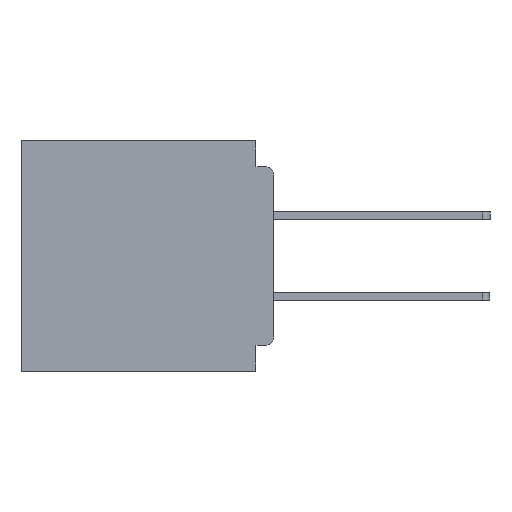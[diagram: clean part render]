
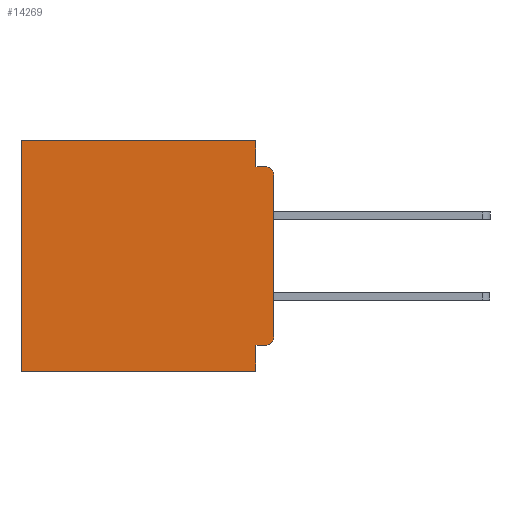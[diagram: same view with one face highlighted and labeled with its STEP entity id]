
A CAD part, left-side view. The second image highlights one B-rep face of the part: STEP entity #14269.
In plain terms, the highlighted planar face has unit normal (-1, 0, 0).
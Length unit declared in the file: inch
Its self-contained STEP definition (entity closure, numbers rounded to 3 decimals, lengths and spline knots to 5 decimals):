
#667 = VECTOR ( 'NONE', #42472, 39.37008 ) ;
#1897 = ORIENTED_EDGE ( 'NONE', *, *, #50773, .F. ) ;
#2128 = CIRCLE ( 'NONE', #28098, 0.015 ) ;
#2747 = LINE ( 'NONE', #35490, #43953 ) ;
#2906 = CARTESIAN_POINT ( 'NONE',  ( 0.3, 0., -0.4 ) ) ;
#3598 = AXIS2_PLACEMENT_3D ( 'NONE', #15250, #7202, #47082 ) ;
#3859 = EDGE_CURVE ( 'NONE', #6663, #23327, #2128, .T. ) ;
#5294 = CARTESIAN_POINT ( 'NONE',  ( 0.3, 0.015, -0.355 ) ) ;
#6104 = LINE ( 'NONE', #31264, #26173 ) ;
#6414 = CARTESIAN_POINT ( 'NONE',  ( 0.3, 0., -0.34 ) ) ;
#6487 = LINE ( 'NONE', #33296, #25281 ) ;
#6663 = VERTEX_POINT ( 'NONE', #20316 ) ;
#6837 = CIRCLE ( 'NONE', #47876, 0.015 ) ;
#6886 = VECTOR ( 'NONE', #45800, 39.37008 ) ;
#7202 = DIRECTION ( 'NONE',  ( 1., 0., 0. ) ) ;
#8343 = ORIENTED_EDGE ( 'NONE', *, *, #27520, .F. ) ;
#9943 = CARTESIAN_POINT ( 'NONE',  ( 0.3, 0.031, -0.4 ) ) ;
#10229 = EDGE_CURVE ( 'NONE', #51286, #36984, #6837, .T. ) ;
#10788 = EDGE_CURVE ( 'NONE', #40668, #15860, #34910, .T. ) ;
#12425 = VECTOR ( 'NONE', #47636, 39.37008 ) ;
#12594 = VERTEX_POINT ( 'NONE', #43642 ) ;
#13349 = DIRECTION ( 'NONE',  ( 0., 0., -1. ) ) ;
#14269 = ADVANCED_FACE ( 'NONE', ( #35243 ), #39105, .F. ) ;
#15078 = ORIENTED_EDGE ( 'NONE', *, *, #3859, .T. ) ;
#15250 = CARTESIAN_POINT ( 'NONE',  ( 0.3, 0., -0.4 ) ) ;
#15860 = VERTEX_POINT ( 'NONE', #9943 ) ;
#16234 = VERTEX_POINT ( 'NONE', #40247 ) ;
#16410 = CARTESIAN_POINT ( 'NONE',  ( 0.3, 0.015, -0.34 ) ) ;
#17302 = VERTEX_POINT ( 'NONE', #26830 ) ;
#17542 = LINE ( 'NONE', #33900, #6886 ) ;
#18220 = ORIENTED_EDGE ( 'NONE', *, *, #24375, .F. ) ;
#19855 = EDGE_CURVE ( 'NONE', #17302, #16234, #17542, .T. ) ;
#20036 = CARTESIAN_POINT ( 'NONE',  ( 0.3, 0.031, -0.4 ) ) ;
#20316 = CARTESIAN_POINT ( 'NONE',  ( 0.3, 0., -0.06 ) ) ;
#20444 = DIRECTION ( 'NONE',  ( 0., 0., -1. ) ) ;
#20826 = VECTOR ( 'NONE', #38893, 39.37008 ) ;
#21596 = EDGE_CURVE ( 'NONE', #16234, #12594, #6487, .T. ) ;
#22015 = LINE ( 'NONE', #38482, #667 ) ;
#22361 = EDGE_CURVE ( 'NONE', #6663, #36984, #32711, .T. ) ;
#22409 = ORIENTED_EDGE ( 'NONE', *, *, #21596, .T. ) ;
#22483 = VECTOR ( 'NONE', #41589, 39.37008 ) ;
#23256 = CARTESIAN_POINT ( 'NONE',  ( 0.3, 0., -0.045 ) ) ;
#23327 = VERTEX_POINT ( 'NONE', #25096 ) ;
#23755 = LINE ( 'NONE', #23256, #22483 ) ;
#23974 = ORIENTED_EDGE ( 'NONE', *, *, #10788, .F. ) ;
#24375 = EDGE_CURVE ( 'NONE', #43097, #23327, #23755, .T. ) ;
#24713 = ORIENTED_EDGE ( 'NONE', *, *, #10229, .T. ) ;
#25096 = CARTESIAN_POINT ( 'NONE',  ( 0.3, 0.015, -0.045 ) ) ;
#25281 = VECTOR ( 'NONE', #13349, 39.37008 ) ;
#26173 = VECTOR ( 'NONE', #35246, 39.37008 ) ;
#26830 = CARTESIAN_POINT ( 'NONE',  ( 0.3, 0.031, 0. ) ) ;
#27002 = ORIENTED_EDGE ( 'NONE', *, *, #47230, .F. ) ;
#27520 = EDGE_CURVE ( 'NONE', #15860, #12594, #2747, .T. ) ;
#28098 = AXIS2_PLACEMENT_3D ( 'NONE', #32945, #32506, #32544 ) ;
#29977 = CARTESIAN_POINT ( 'NONE',  ( 0.3, 0.031, -0.355 ) ) ;
#31264 = CARTESIAN_POINT ( 'NONE',  ( 0.3, 0., -0.355 ) ) ;
#31426 = ORIENTED_EDGE ( 'NONE', *, *, #19855, .T. ) ;
#32506 = DIRECTION ( 'NONE',  ( -1., 0., 0. ) ) ;
#32544 = DIRECTION ( 'NONE',  ( 0., 0., -1. ) ) ;
#32711 = LINE ( 'NONE', #2906, #20826 ) ;
#32945 = CARTESIAN_POINT ( 'NONE',  ( 0.3, 0.015, -0.06 ) ) ;
#33296 = CARTESIAN_POINT ( 'NONE',  ( 0.3, 0.437, -0.4 ) ) ;
#33900 = CARTESIAN_POINT ( 'NONE',  ( 0.3, 0., 0. ) ) ;
#34910 = LINE ( 'NONE', #20036, #12425 ) ;
#35243 = FACE_OUTER_BOUND ( 'NONE', #51496, .T. ) ;
#35246 = DIRECTION ( 'NONE',  ( 0., 1., 0. ) ) ;
#35490 = CARTESIAN_POINT ( 'NONE',  ( 0.3, 0., -0.4 ) ) ;
#36984 = VERTEX_POINT ( 'NONE', #6414 ) ;
#38482 = CARTESIAN_POINT ( 'NONE',  ( 0.3, 0.031, 0. ) ) ;
#38893 = DIRECTION ( 'NONE',  ( 0., 0., -1. ) ) ;
#39105 = PLANE ( 'NONE',  #3598 ) ;
#39443 = DIRECTION ( 'NONE',  ( 0., 1., 0. ) ) ;
#40247 = CARTESIAN_POINT ( 'NONE',  ( 0.3, 0.437, 0. ) ) ;
#40668 = VERTEX_POINT ( 'NONE', #29977 ) ;
#41589 = DIRECTION ( 'NONE',  ( 0., -1., 0. ) ) ;
#42233 = ORIENTED_EDGE ( 'NONE', *, *, #22361, .F. ) ;
#42472 = DIRECTION ( 'NONE',  ( 0., 0., -1. ) ) ;
#43097 = VERTEX_POINT ( 'NONE', #50230 ) ;
#43642 = CARTESIAN_POINT ( 'NONE',  ( 0.3, 0.437, -0.4 ) ) ;
#43953 = VECTOR ( 'NONE', #39443, 39.37008 ) ;
#44200 = DIRECTION ( 'NONE',  ( -1., 0., 0. ) ) ;
#45800 = DIRECTION ( 'NONE',  ( 0., 1., 0. ) ) ;
#47082 = DIRECTION ( 'NONE',  ( 0., 0., -1. ) ) ;
#47230 = EDGE_CURVE ( 'NONE', #51286, #40668, #6104, .T. ) ;
#47636 = DIRECTION ( 'NONE',  ( 0., 0., -1. ) ) ;
#47876 = AXIS2_PLACEMENT_3D ( 'NONE', #16410, #44200, #20444 ) ;
#50230 = CARTESIAN_POINT ( 'NONE',  ( 0.3, 0.031, -0.045 ) ) ;
#50773 = EDGE_CURVE ( 'NONE', #17302, #43097, #22015, .T. ) ;
#51286 = VERTEX_POINT ( 'NONE', #5294 ) ;
#51496 = EDGE_LOOP ( 'NONE', ( #42233, #15078, #18220, #1897, #31426, #22409, #8343, #23974, #27002, #24713 ) ) ;
